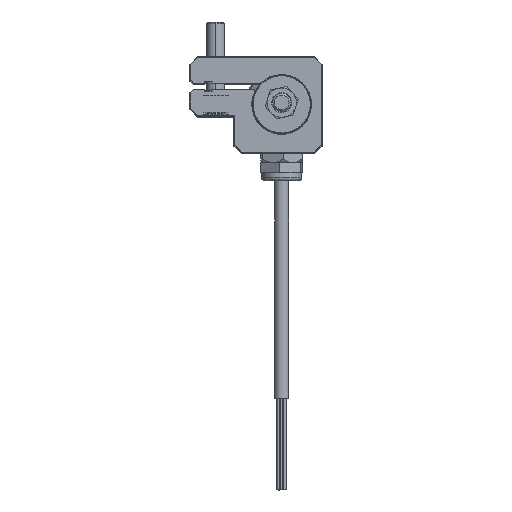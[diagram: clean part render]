
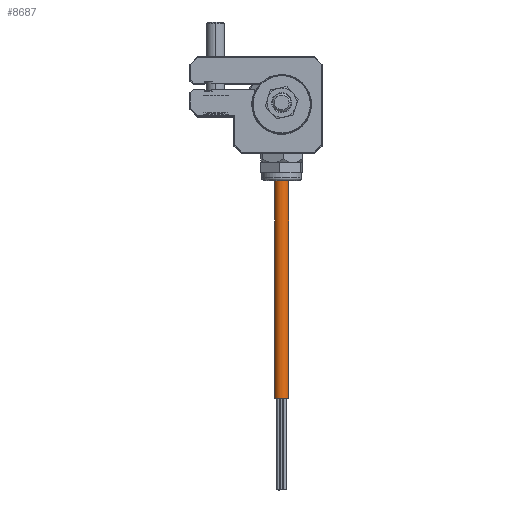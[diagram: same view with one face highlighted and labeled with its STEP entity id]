
A CAD part, top view. The second image highlights one B-rep face of the part: STEP entity #8687.
In plain terms, the highlighted cylindrical face has radius 1.95 mm (diameter 3.9 mm), a partial arc.
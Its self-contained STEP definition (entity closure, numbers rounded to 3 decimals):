
#662 = DIRECTION ( 'NONE',  ( -1., 0., 0. ) ) ;
#663 = DIRECTION ( 'NONE',  ( 0., 1., 0. ) ) ;
#664 = CARTESIAN_POINT ( 'NONE',  ( 0., -79.6, -309.2 ) ) ;
#665 = AXIS2_PLACEMENT_3D ( 'NONE', #664, #663, #662 ) ;
#666 = CIRCLE ( 'NONE', #665, 1.95 ) ;
#1920 = DIRECTION ( 'NONE',  ( 0., -1., 0. ) ) ;
#1921 = VECTOR ( 'NONE', #1920, 1000. ) ;
#1922 = CARTESIAN_POINT ( 'NONE',  ( 1.95, 0.4, -309.2 ) ) ;
#1926 = LINE ( 'NONE', #1922, #1921 ) ;
#2663 = DIRECTION ( 'NONE',  ( 0., -1., 0. ) ) ;
#2676 = VECTOR ( 'NONE', #2663, 1000. ) ;
#3132 = CARTESIAN_POINT ( 'NONE',  ( -1.95, 0.4, -309.2 ) ) ;
#3133 = LINE ( 'NONE', #3132, #2676 ) ;
#3647 = CARTESIAN_POINT ( 'NONE',  ( 1.95, -79.6, -309.2 ) ) ;
#3648 = CARTESIAN_POINT ( 'NONE',  ( -1.95, 0.4, -309.2 ) ) ;
#3714 = CARTESIAN_POINT ( 'NONE',  ( 1.95, 0.4, -309.2 ) ) ;
#3818 = CARTESIAN_POINT ( 'NONE',  ( -1.95, -79.6, -309.2 ) ) ;
#3911 = DIRECTION ( 'NONE',  ( 1., 0., 0. ) ) ;
#3923 = DIRECTION ( 'NONE',  ( 0., -1., 0. ) ) ;
#3924 = CARTESIAN_POINT ( 'NONE',  ( 0., 0.4, -309.2 ) ) ;
#3925 = DIRECTION ( 'NONE',  ( -1., 0., 0. ) ) ;
#3926 = DIRECTION ( 'NONE',  ( 0., 1., 0. ) ) ;
#3927 = AXIS2_PLACEMENT_3D ( 'NONE', #3924, #3923, #3911 ) ;
#3928 = FACE_OUTER_BOUND ( 'NONE', #8678, .T. ) ;
#3930 = CYLINDRICAL_SURFACE ( 'NONE', #3927, 1.95 ) ;
#3935 = AXIS2_PLACEMENT_3D ( 'NONE', #3936, #3926, #3925 ) ;
#3936 = CARTESIAN_POINT ( 'NONE',  ( 0., 0.4, -309.2 ) ) ;
#3940 = CIRCLE ( 'NONE', #3935, 1.95 ) ;
#7033 = ORIENTED_EDGE ( 'NONE', *, *, #7052, .T. ) ;
#7052 = EDGE_CURVE ( 'NONE', #8633, #8527, #666, .T. ) ;
#7645 = EDGE_CURVE ( 'NONE', #8596, #8527, #1926, .T. ) ;
#7662 = ORIENTED_EDGE ( 'NONE', *, *, #7645, .F. ) ;
#8522 = VERTEX_POINT ( 'NONE', #3648 ) ;
#8527 = VERTEX_POINT ( 'NONE', #3647 ) ;
#8542 = EDGE_CURVE ( 'NONE', #8522, #8633, #3133, .T. ) ;
#8596 = VERTEX_POINT ( 'NONE', #3714 ) ;
#8633 = VERTEX_POINT ( 'NONE', #3818 ) ;
#8678 = EDGE_LOOP ( 'NONE', ( #8684, #8692, #7033, #7662 ) ) ;
#8679 = EDGE_CURVE ( 'NONE', #8522, #8596, #3940, .T. ) ;
#8684 = ORIENTED_EDGE ( 'NONE', *, *, #8679, .F. ) ;
#8687 = ADVANCED_FACE ( 'NONE', ( #3928 ), #3930, .T. ) ;
#8692 = ORIENTED_EDGE ( 'NONE', *, *, #8542, .T. ) ;
